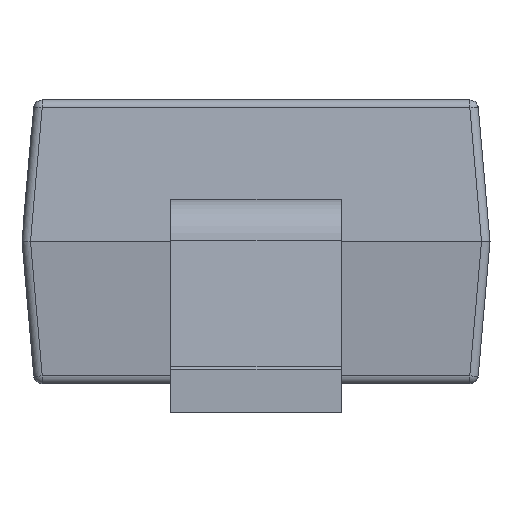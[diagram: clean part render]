
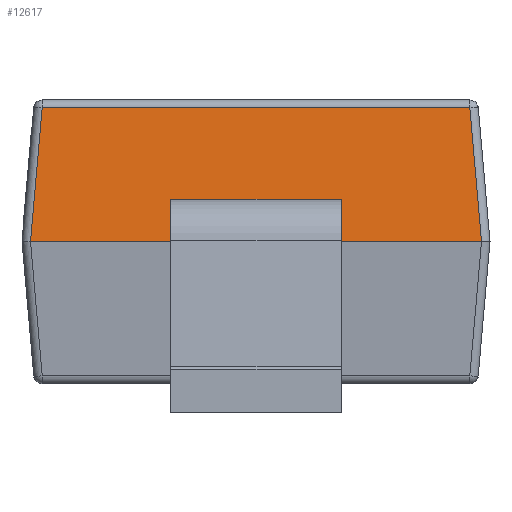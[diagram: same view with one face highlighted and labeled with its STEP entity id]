
A CAD part, left-side view. The second image highlights one B-rep face of the part: STEP entity #12617.
In plain terms, the highlighted planar face has unit normal (-0.996, 0, 0.087).
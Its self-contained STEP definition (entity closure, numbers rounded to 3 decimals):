
#43 = ORIENTED_EDGE ( 'NONE', *, *, #11476, .T. ) ;
#95 = EDGE_CURVE ( 'NONE', #6864, #7513, #5020, .T. ) ;
#277 = ORIENTED_EDGE ( 'NONE', *, *, #4625, .T. ) ;
#736 = DIRECTION ( 'NONE',  ( 0.087, 0., 0.996 ) ) ;
#758 = EDGE_LOOP ( 'NONE', ( #12948, #12937, #43, #11779, #7048, #12773, #6704, #277 ) ) ;
#799 = EDGE_CURVE ( 'NONE', #8686, #8742, #1774, .T. ) ;
#809 = VERTEX_POINT ( 'NONE', #10418 ) ;
#972 = VECTOR ( 'NONE', #8792, 1000. ) ;
#1368 = LINE ( 'NONE', #4791, #972 ) ;
#1774 = LINE ( 'NONE', #6032, #13299 ) ;
#2129 = CARTESIAN_POINT ( 'NONE',  ( -1.325, -0.3, 0. ) ) ;
#2393 = DIRECTION ( 'NONE',  ( -0.996, 0., 0.087 ) ) ;
#2510 = AXIS2_PLACEMENT_3D ( 'NONE', #9793, #2393, #8894 ) ;
#2600 = FACE_OUTER_BOUND ( 'NONE', #758, .T. ) ;
#2813 = CARTESIAN_POINT ( 'NONE',  ( -1.284, 0.754, 0.473 ) ) ;
#3021 = CARTESIAN_POINT ( 'NONE',  ( -1.284, 0.781, 0.473 ) ) ;
#3236 = LINE ( 'NONE', #11852, #4059 ) ;
#3398 = VECTOR ( 'NONE', #10247, 1000. ) ;
#3708 = DIRECTION ( 'NONE',  ( 0., -1., 0. ) ) ;
#3743 = CARTESIAN_POINT ( 'NONE',  ( -1.325, 0.795, 0. ) ) ;
#4030 = VECTOR ( 'NONE', #8210, 1000. ) ;
#4059 = VECTOR ( 'NONE', #7531, 1000. ) ;
#4150 = EDGE_CURVE ( 'NONE', #13523, #809, #7102, .T. ) ;
#4281 = VECTOR ( 'NONE', #9616, 1000. ) ;
#4625 = EDGE_CURVE ( 'NONE', #11926, #6864, #5047, .T. ) ;
#4791 = CARTESIAN_POINT ( 'NONE',  ( -1.312, 0.825, 0.15 ) ) ;
#4924 = LINE ( 'NONE', #6965, #10338 ) ;
#5020 = LINE ( 'NONE', #3021, #7771 ) ;
#5047 = LINE ( 'NONE', #12629, #4030 ) ;
#5469 = CARTESIAN_POINT ( 'NONE',  ( -1.325, 0.825, 0. ) ) ;
#6032 = CARTESIAN_POINT ( 'NONE',  ( -1.325, -0.3, 0. ) ) ;
#6215 = EDGE_CURVE ( 'NONE', #809, #8742, #1368, .T. ) ;
#6704 = ORIENTED_EDGE ( 'NONE', *, *, #9498, .T. ) ;
#6864 = VERTEX_POINT ( 'NONE', #12442 ) ;
#6965 = CARTESIAN_POINT ( 'NONE',  ( -1.325, 0.825, 0. ) ) ;
#7048 = ORIENTED_EDGE ( 'NONE', *, *, #6215, .T. ) ;
#7102 = LINE ( 'NONE', #7871, #3398 ) ;
#7429 = CARTESIAN_POINT ( 'NONE',  ( -1.312, -0.3, 0.15 ) ) ;
#7513 = VERTEX_POINT ( 'NONE', #2813 ) ;
#7531 = DIRECTION ( 'NONE',  ( -0.087, 0.087, -0.992 ) ) ;
#7771 = VECTOR ( 'NONE', #11494, 1000. ) ;
#7801 = CARTESIAN_POINT ( 'NONE',  ( -1.325, 0.3, 0. ) ) ;
#7871 = CARTESIAN_POINT ( 'NONE',  ( -1.325, 0.3, 0. ) ) ;
#8210 = DIRECTION ( 'NONE',  ( 0.087, 0.087, 0.992 ) ) ;
#8686 = VERTEX_POINT ( 'NONE', #2129 ) ;
#8742 = VERTEX_POINT ( 'NONE', #7429 ) ;
#8792 = DIRECTION ( 'NONE',  ( 0., -1., 0. ) ) ;
#8848 = LINE ( 'NONE', #5469, #4281 ) ;
#8894 = DIRECTION ( 'NONE',  ( 0.087, 0., 0.996 ) ) ;
#9241 = CARTESIAN_POINT ( 'NONE',  ( -1.325, -0.795, 0. ) ) ;
#9498 = EDGE_CURVE ( 'NONE', #8686, #11926, #4924, .T. ) ;
#9616 = DIRECTION ( 'NONE',  ( 0., -1., 0. ) ) ;
#9793 = CARTESIAN_POINT ( 'NONE',  ( -1.325, 0.825, 0. ) ) ;
#9808 = VERTEX_POINT ( 'NONE', #3743 ) ;
#10247 = DIRECTION ( 'NONE',  ( 0.087, 0., 0.996 ) ) ;
#10338 = VECTOR ( 'NONE', #3708, 1000. ) ;
#10418 = CARTESIAN_POINT ( 'NONE',  ( -1.312, 0.3, 0.15 ) ) ;
#10909 = PLANE ( 'NONE',  #2510 ) ;
#11050 = EDGE_CURVE ( 'NONE', #7513, #9808, #3236, .T. ) ;
#11476 = EDGE_CURVE ( 'NONE', #9808, #13523, #8848, .T. ) ;
#11494 = DIRECTION ( 'NONE',  ( 0., 1., 0. ) ) ;
#11779 = ORIENTED_EDGE ( 'NONE', *, *, #4150, .T. ) ;
#11852 = CARTESIAN_POINT ( 'NONE',  ( -1.325, 0.795, -0.003 ) ) ;
#11926 = VERTEX_POINT ( 'NONE', #9241 ) ;
#12442 = CARTESIAN_POINT ( 'NONE',  ( -1.284, -0.754, 0.473 ) ) ;
#12617 = ADVANCED_FACE ( 'NONE', ( #2600 ), #10909, .T. ) ;
#12629 = CARTESIAN_POINT ( 'NONE',  ( -1.313, -0.783, 0.14 ) ) ;
#12773 = ORIENTED_EDGE ( 'NONE', *, *, #799, .F. ) ;
#12937 = ORIENTED_EDGE ( 'NONE', *, *, #11050, .T. ) ;
#12948 = ORIENTED_EDGE ( 'NONE', *, *, #95, .T. ) ;
#13299 = VECTOR ( 'NONE', #736, 1000. ) ;
#13523 = VERTEX_POINT ( 'NONE', #7801 ) ;
